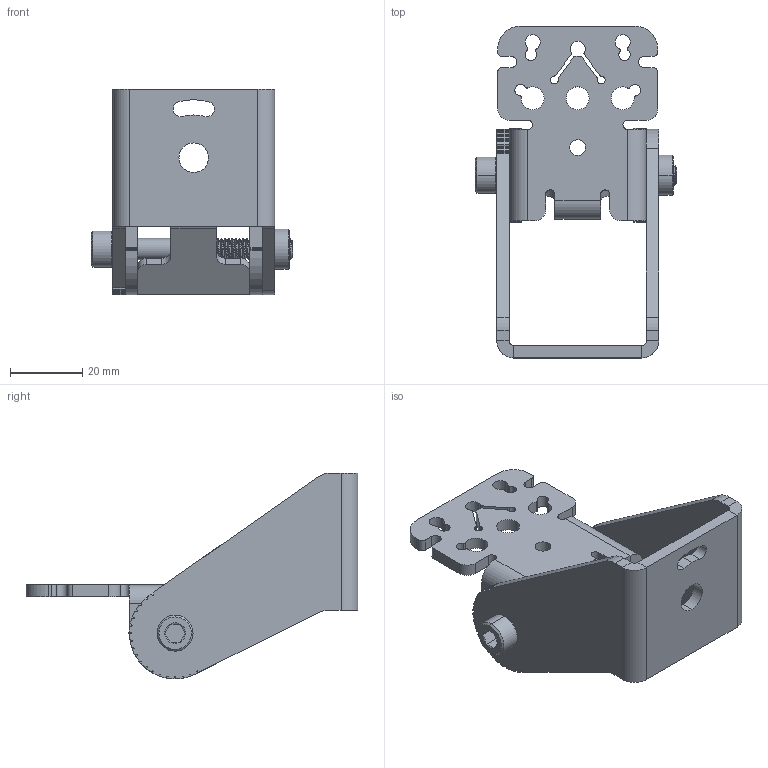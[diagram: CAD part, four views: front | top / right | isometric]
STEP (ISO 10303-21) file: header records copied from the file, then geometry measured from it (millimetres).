
FILE_DESCRIPTION (( 'STEP AP203' ), '1' );
FILE_NAME ('PTU-BE.STEP', '2021-08-31T13:38:11', ( '' ), ( '' ), 'SwSTEP 2.0', 'SolidWorks 2020', '' );
FILE_SCHEMA (( 'CONFIG_CONTROL_DESIGN' ));
Length unit declared in the file: inch
Products named in the file (6): 200301; SP-M6-2; 200300_BOM; PTU-BE; 200302; 91292A144_91292A144
Assembly tree (5 placements, depth 3):
  PTU-BE
    200300_BOM
      200301
      SP-M6-2
    200302
    91292A144_91292A144
Bounding box: 56 x 92.2 x 57.15 mm (x, y, z)
Volume: 31028.2 mm3; surface area: 22707.3 mm2
Topology: 4 solids, 4 shells, 497 faces, 1372 edges, 894 vertices
Faces by surface type: cylinder 301, plane 169, cone 24, bspline 3
Entity records: 20625 total; most frequent: CARTESIAN_POINT 7088, DIRECTION 2796, ORIENTED_EDGE 2744, EDGE_CURVE 1372, AXIS2_PLACEMENT_3D 1035, VERTEX_POINT 894, LINE 726, VECTOR 726
